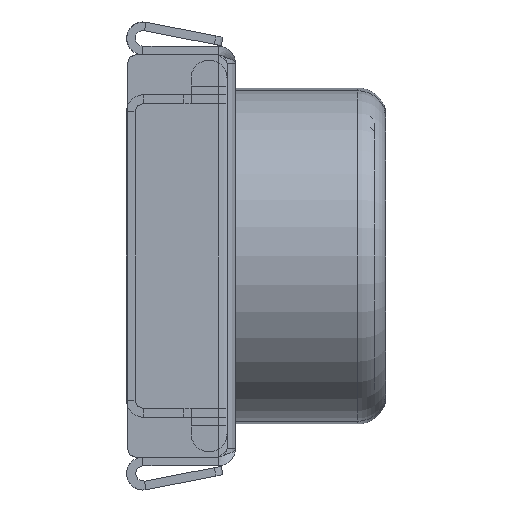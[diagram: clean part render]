
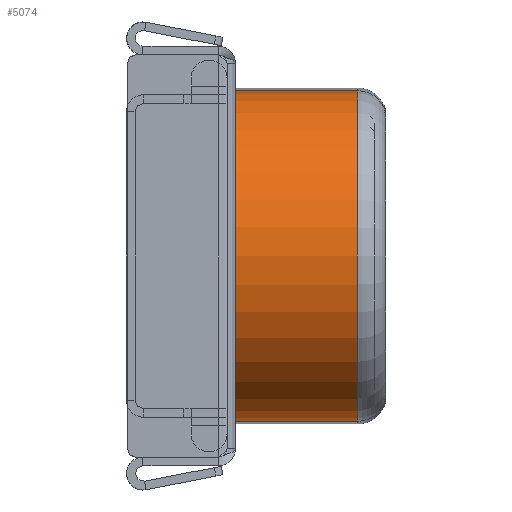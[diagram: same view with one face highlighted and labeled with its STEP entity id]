
A CAD part, left-side view. The second image highlights one B-rep face of the part: STEP entity #5074.
In plain terms, the highlighted cylindrical face has radius 23 mm (diameter 46 mm), a partial arc.
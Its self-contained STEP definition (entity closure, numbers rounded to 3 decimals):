
#4380=CARTESIAN_POINT('Axis2P3D Location',(-82.,22.,0.)) ;
#4384=CARTESIAN_POINT('Vertex',(-82.236,22.,-22.999)) ;
#4386=CARTESIAN_POINT('Vertex',(-105.,22.,0.)) ;
#4389=CARTESIAN_POINT('Axis2P3D Location',(-82.,22.,0.)) ;
#4393=CARTESIAN_POINT('Vertex',(-82.236,22.,22.999)) ;
#4671=CARTESIAN_POINT('Vertex',(-82.236,4.,22.999)) ;
#4775=CARTESIAN_POINT('Axis2P3D Location',(-82.,4.,0.)) ;
#4779=CARTESIAN_POINT('Vertex',(-105.,4.,0.)) ;
#4782=CARTESIAN_POINT('Axis2P3D Location',(-82.,4.,0.)) ;
#4786=CARTESIAN_POINT('Vertex',(-82.236,4.,-22.999)) ;
#5032=CARTESIAN_POINT('Line Origine',(-82.236,0.,-22.999)) ;
#5049=CARTESIAN_POINT('Line Origine',(-82.236,0.,22.999)) ;
#5061=CARTESIAN_POINT('Axis2P3D Location',(-82.,0.,0.)) ;
#5034=VECTOR('Line Direction',#5033,1.) ;
#5051=VECTOR('Line Direction',#5050,1.) ;
#4381=DIRECTION('Axis2P3D Direction',(-0.,1.,0.)) ;
#4390=DIRECTION('Axis2P3D Direction',(-0.,1.,0.)) ;
#4776=DIRECTION('Axis2P3D Direction',(0.,1.,0.)) ;
#4783=DIRECTION('Axis2P3D Direction',(0.,1.,0.)) ;
#5033=DIRECTION('Vector Direction',(0.,1.,0.)) ;
#5050=DIRECTION('Vector Direction',(0.,1.,0.)) ;
#5062=DIRECTION('Axis2P3D Direction',(-0.,1.,0.)) ;
#5063=DIRECTION('Axis2P3D XDirection',(-1.,0.,0.)) ;
#4382=AXIS2_PLACEMENT_3D('Circle Axis2P3D',#4380,#4381,$) ;
#4391=AXIS2_PLACEMENT_3D('Circle Axis2P3D',#4389,#4390,$) ;
#4777=AXIS2_PLACEMENT_3D('Circle Axis2P3D',#4775,#4776,$) ;
#4784=AXIS2_PLACEMENT_3D('Circle Axis2P3D',#4782,#4783,$) ;
#5064=AXIS2_PLACEMENT_3D('Cylinder Axis2P3D',#5061,#5062,#5063) ;
#5035=LINE('Line',#5032,#5034) ;
#5052=LINE('Line',#5049,#5051) ;
#4383=CIRCLE('generated circle',#4382,23.) ;
#4392=CIRCLE('generated circle',#4391,23.) ;
#4778=CIRCLE('generated circle',#4777,23.) ;
#4785=CIRCLE('generated circle',#4784,23.) ;
#5065=CYLINDRICAL_SURFACE('generated cylinder',#5064,23.) ;
#4388=EDGE_CURVE('',#4385,#4387,#4383,.T.) ;
#4395=EDGE_CURVE('',#4387,#4394,#4392,.T.) ;
#4781=EDGE_CURVE('',#4672,#4780,#4778,.F.) ;
#4788=EDGE_CURVE('',#4780,#4787,#4785,.F.) ;
#5036=EDGE_CURVE('',#4787,#4385,#5035,.T.) ;
#5053=EDGE_CURVE('',#4672,#4394,#5052,.T.) ;
#5067=ORIENTED_EDGE('',*,*,#4781,.F.) ;
#5068=ORIENTED_EDGE('',*,*,#5053,.T.) ;
#5069=ORIENTED_EDGE('',*,*,#4395,.F.) ;
#5070=ORIENTED_EDGE('',*,*,#4388,.F.) ;
#5071=ORIENTED_EDGE('',*,*,#5036,.F.) ;
#5072=ORIENTED_EDGE('',*,*,#4788,.F.) ;
#5066=EDGE_LOOP('',(#5067,#5068,#5069,#5070,#5071,#5072)) ;
#4385=VERTEX_POINT('',#4384) ;
#4387=VERTEX_POINT('',#4386) ;
#4394=VERTEX_POINT('',#4393) ;
#4672=VERTEX_POINT('',#4671) ;
#4780=VERTEX_POINT('',#4779) ;
#4787=VERTEX_POINT('',#4786) ;
#5074=ADVANCED_FACE('Hauptk\X2\00F6\X0\rper',(#5073),#5065,.T.) ;
#5073=FACE_OUTER_BOUND('',#5066,.T.) ;
